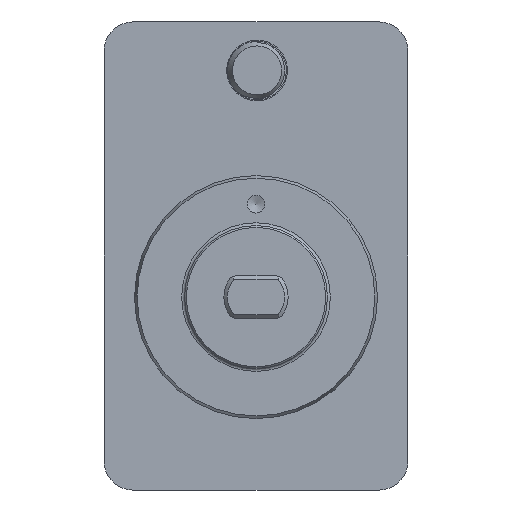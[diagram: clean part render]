
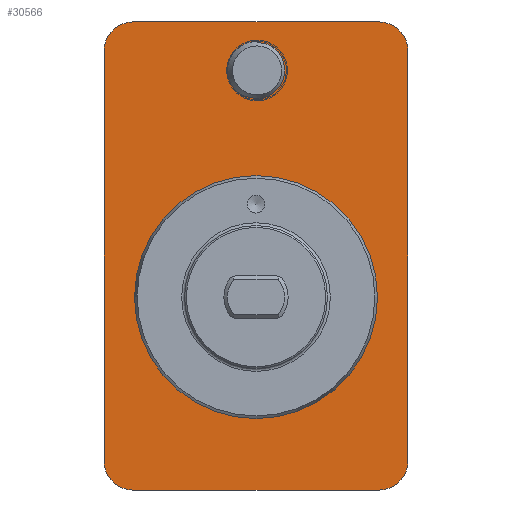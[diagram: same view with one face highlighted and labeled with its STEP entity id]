
A CAD part, front view. The second image highlights one B-rep face of the part: STEP entity #30566.
In plain terms, the highlighted planar face has unit normal (0, -1, 0).
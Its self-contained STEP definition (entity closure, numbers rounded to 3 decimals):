
#283 = CARTESIAN_POINT ( 'NONE',  ( 42.5, 0., 69. ) ) ;
#507 = EDGE_CURVE ( 'NONE', #8997, #16742, #34791, .T. ) ;
#1346 = FACE_OUTER_BOUND ( 'NONE', #23054, .T. ) ;
#1490 = CIRCLE ( 'NONE', #6132, 8. ) ;
#2720 = VERTEX_POINT ( 'NONE', #16289 ) ;
#2798 = ORIENTED_EDGE ( 'NONE', *, *, #12977, .F. ) ;
#2898 = EDGE_CURVE ( 'NONE', #8997, #19571, #24460, .T. ) ;
#3380 = VERTEX_POINT ( 'NONE', #283 ) ;
#3568 = CARTESIAN_POINT ( 'NONE',  ( 0., 0., 0. ) ) ;
#3675 = DIRECTION ( 'NONE',  ( 0., 0., 1. ) ) ;
#3707 = CARTESIAN_POINT ( 'NONE',  ( 0., 0., 34.94 ) ) ;
#3862 = CARTESIAN_POINT ( 'NONE',  ( -34.5, 0., -54. ) ) ;
#3880 = PLANE ( 'NONE',  #18118 ) ;
#4053 = DIRECTION ( 'NONE',  ( -1., 0., 0. ) ) ;
#5120 = DIRECTION ( 'NONE',  ( -1., 0., 0. ) ) ;
#6132 = AXIS2_PLACEMENT_3D ( 'NONE', #14768, #23631, #9719 ) ;
#6349 = VECTOR ( 'NONE', #4053, 1000. ) ;
#6391 = AXIS2_PLACEMENT_3D ( 'NONE', #9286, #28474, #3675 ) ;
#8231 = VECTOR ( 'NONE', #20994, 1000. ) ;
#8472 = DIRECTION ( 'NONE',  ( -1., 0., 0. ) ) ;
#8997 = VERTEX_POINT ( 'NONE', #27513 ) ;
#9286 = CARTESIAN_POINT ( 'NONE',  ( 0., 0., 63.5 ) ) ;
#9552 = ORIENTED_EDGE ( 'NONE', *, *, #27592, .F. ) ;
#9719 = DIRECTION ( 'NONE',  ( -1., 0., 0. ) ) ;
#9963 = AXIS2_PLACEMENT_3D ( 'NONE', #3568, #17317, #33827 ) ;
#10454 = ORIENTED_EDGE ( 'NONE', *, *, #19342, .T. ) ;
#11193 = CARTESIAN_POINT ( 'NONE',  ( 42.5, 0., -46. ) ) ;
#12042 = FACE_BOUND ( 'NONE', #26203, .T. ) ;
#12298 = AXIS2_PLACEMENT_3D ( 'NONE', #16492, #16676, #5120 ) ;
#12337 = VERTEX_POINT ( 'NONE', #11193 ) ;
#12753 = LINE ( 'NONE', #26514, #6349 ) ;
#12885 = ORIENTED_EDGE ( 'NONE', *, *, #32386, .T. ) ;
#12977 = EDGE_CURVE ( 'NONE', #16177, #35458, #33526, .T. ) ;
#13039 = CARTESIAN_POINT ( 'NONE',  ( -42.5, 0., -54. ) ) ;
#14371 = CIRCLE ( 'NONE', #31715, 8. ) ;
#14516 = CIRCLE ( 'NONE', #6391, 7.6 ) ;
#14768 = CARTESIAN_POINT ( 'NONE',  ( 34.5, 0., 69. ) ) ;
#15267 = CARTESIAN_POINT ( 'NONE',  ( 34.5, 0., -54. ) ) ;
#15878 = LINE ( 'NONE', #26953, #27399 ) ;
#16177 = VERTEX_POINT ( 'NONE', #22721 ) ;
#16217 = ORIENTED_EDGE ( 'NONE', *, *, #29895, .T. ) ;
#16289 = CARTESIAN_POINT ( 'NONE',  ( 0., 0., 33.464 ) ) ;
#16492 = CARTESIAN_POINT ( 'NONE',  ( -34.5, 0., 69. ) ) ;
#16676 = DIRECTION ( 'NONE',  ( 0., -1., 0. ) ) ;
#16742 = VERTEX_POINT ( 'NONE', #17876 ) ;
#17126 = EDGE_CURVE ( 'NONE', #21015, #21015, #14516, .T. ) ;
#17317 = DIRECTION ( 'NONE',  ( 0., 1., 0. ) ) ;
#17655 = ORIENTED_EDGE ( 'NONE', *, *, #31260, .F. ) ;
#17876 = CARTESIAN_POINT ( 'NONE',  ( -42.5, 0., 69. ) ) ;
#18118 = AXIS2_PLACEMENT_3D ( 'NONE', #3707, #20341, #8472 ) ;
#18177 = DIRECTION ( 'NONE',  ( 0., -1., 0. ) ) ;
#18345 = CARTESIAN_POINT ( 'NONE',  ( 34.5, 0., -46. ) ) ;
#19193 = CIRCLE ( 'NONE', #9963, 33.464 ) ;
#19342 = EDGE_CURVE ( 'NONE', #3380, #35458, #1490, .T. ) ;
#19571 = VERTEX_POINT ( 'NONE', #3862 ) ;
#19734 = DIRECTION ( 'NONE',  ( 1., 0., 0. ) ) ;
#20341 = DIRECTION ( 'NONE',  ( 0., 1., 0. ) ) ;
#20590 = DIRECTION ( 'NONE',  ( 0., -1., 0. ) ) ;
#20994 = DIRECTION ( 'NONE',  ( 0., 0., 1. ) ) ;
#21015 = VERTEX_POINT ( 'NONE', #32069 ) ;
#21419 = VERTEX_POINT ( 'NONE', #15267 ) ;
#22182 = CARTESIAN_POINT ( 'NONE',  ( 34.5, 0., 77. ) ) ;
#22721 = CARTESIAN_POINT ( 'NONE',  ( -34.5, 0., 77. ) ) ;
#22824 = CARTESIAN_POINT ( 'NONE',  ( -42.5, 0., 77. ) ) ;
#23054 = EDGE_LOOP ( 'NONE', ( #9552, #25873, #17655, #10454, #2798, #16217, #23454, #33554 ) ) ;
#23454 = ORIENTED_EDGE ( 'NONE', *, *, #507, .F. ) ;
#23500 = DIRECTION ( 'NONE',  ( -1., 0., 0. ) ) ;
#23631 = DIRECTION ( 'NONE',  ( 0., -1., 0. ) ) ;
#24220 = DIRECTION ( 'NONE',  ( 0., 0., -1. ) ) ;
#24460 = CIRCLE ( 'NONE', #31993, 8. ) ;
#25873 = ORIENTED_EDGE ( 'NONE', *, *, #32809, .T. ) ;
#26203 = EDGE_LOOP ( 'NONE', ( #12885 ) ) ;
#26514 = CARTESIAN_POINT ( 'NONE',  ( -42.5, 0., -54. ) ) ;
#26953 = CARTESIAN_POINT ( 'NONE',  ( 42.5, 0., -54. ) ) ;
#27399 = VECTOR ( 'NONE', #24220, 1000. ) ;
#27513 = CARTESIAN_POINT ( 'NONE',  ( -42.5, 0., -46. ) ) ;
#27592 = EDGE_CURVE ( 'NONE', #21419, #19571, #12753, .T. ) ;
#27939 = EDGE_LOOP ( 'NONE', ( #29076 ) ) ;
#28474 = DIRECTION ( 'NONE',  ( 0., 1., 0. ) ) ;
#28814 = VECTOR ( 'NONE', #19734, 1000. ) ;
#29076 = ORIENTED_EDGE ( 'NONE', *, *, #17126, .T. ) ;
#29609 = CIRCLE ( 'NONE', #12298, 8. ) ;
#29635 = CARTESIAN_POINT ( 'NONE',  ( -34.5, 0., -46. ) ) ;
#29895 = EDGE_CURVE ( 'NONE', #16177, #16742, #29609, .T. ) ;
#30566 = ADVANCED_FACE ( 'Defeature completata1_34', ( #33955, #1346, #12042 ), #3880, .F. ) ;
#31260 = EDGE_CURVE ( 'NONE', #3380, #12337, #15878, .T. ) ;
#31715 = AXIS2_PLACEMENT_3D ( 'NONE', #18345, #18177, #34322 ) ;
#31993 = AXIS2_PLACEMENT_3D ( 'NONE', #29635, #20590, #23500 ) ;
#32069 = CARTESIAN_POINT ( 'NONE',  ( 0., 0., 71.1 ) ) ;
#32386 = EDGE_CURVE ( 'NONE', #2720, #2720, #19193, .T. ) ;
#32809 = EDGE_CURVE ( 'NONE', #21419, #12337, #14371, .T. ) ;
#33526 = LINE ( 'NONE', #22824, #28814 ) ;
#33554 = ORIENTED_EDGE ( 'NONE', *, *, #2898, .T. ) ;
#33827 = DIRECTION ( 'NONE',  ( 0., 0., 1. ) ) ;
#33955 = FACE_BOUND ( 'NONE', #27939, .T. ) ;
#34322 = DIRECTION ( 'NONE',  ( -1., 0., 0. ) ) ;
#34791 = LINE ( 'NONE', #13039, #8231 ) ;
#35458 = VERTEX_POINT ( 'NONE', #22182 ) ;
